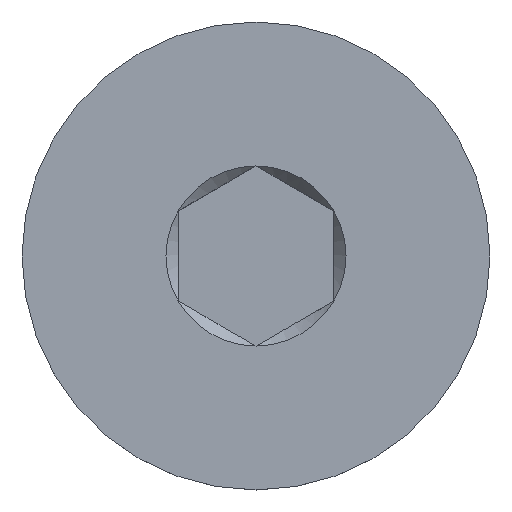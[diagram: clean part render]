
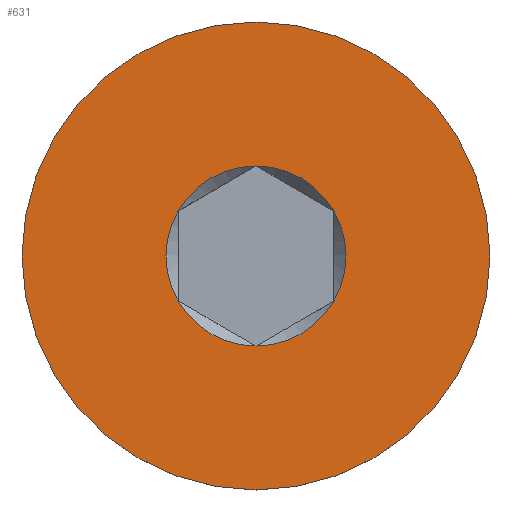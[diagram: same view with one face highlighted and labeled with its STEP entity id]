
A CAD part, top view. The second image highlights one B-rep face of the part: STEP entity #631.
In plain terms, the highlighted planar face has unit normal (0, 0, 1).
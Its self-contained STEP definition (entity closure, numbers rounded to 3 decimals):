
#19=FACE_BOUND('',#109,.T.);
#21=PLANE('',#694);
#70=FACE_OUTER_BOUND('',#108,.T.);
#108=EDGE_LOOP('',(#539,#540));
#109=EDGE_LOOP('',(#541,#542,#543,#544,#545,#546));
#125=CIRCLE('',#679,1.155);
#129=CIRCLE('',#685,3.);
#130=CIRCLE('',#686,3.);
#134=CIRCLE('',#695,1.155);
#135=CIRCLE('',#696,1.155);
#136=CIRCLE('',#697,1.155);
#137=CIRCLE('',#698,1.155);
#138=CIRCLE('',#699,1.155);
#278=VERTEX_POINT('',#1986);
#279=VERTEX_POINT('',#1987);
#285=VERTEX_POINT('',#2063);
#286=VERTEX_POINT('',#2064);
#292=VERTEX_POINT('',#2860);
#293=VERTEX_POINT('',#2862);
#294=VERTEX_POINT('',#2864);
#295=VERTEX_POINT('',#2866);
#353=EDGE_CURVE('',#278,#279,#125,.T.);
#361=EDGE_CURVE('',#285,#286,#129,.T.);
#362=EDGE_CURVE('',#286,#285,#130,.T.);
#375=EDGE_CURVE('',#292,#278,#134,.T.);
#376=EDGE_CURVE('',#293,#292,#135,.T.);
#377=EDGE_CURVE('',#294,#293,#136,.T.);
#378=EDGE_CURVE('',#295,#294,#137,.T.);
#379=EDGE_CURVE('',#279,#295,#138,.T.);
#539=ORIENTED_EDGE('',*,*,#361,.T.);
#540=ORIENTED_EDGE('',*,*,#362,.T.);
#541=ORIENTED_EDGE('',*,*,#375,.F.);
#542=ORIENTED_EDGE('',*,*,#376,.F.);
#543=ORIENTED_EDGE('',*,*,#377,.F.);
#544=ORIENTED_EDGE('',*,*,#378,.F.);
#545=ORIENTED_EDGE('',*,*,#379,.F.);
#546=ORIENTED_EDGE('',*,*,#353,.F.);
#631=ADVANCED_FACE('',(#70,#19),#21,.T.);
#679=AXIS2_PLACEMENT_3D('',#1991,#773,#774);
#685=AXIS2_PLACEMENT_3D('',#2065,#786,#787);
#686=AXIS2_PLACEMENT_3D('',#2066,#788,#789);
#694=AXIS2_PLACEMENT_3D('',#2859,#806,#807);
#695=AXIS2_PLACEMENT_3D('',#2861,#808,#809);
#696=AXIS2_PLACEMENT_3D('',#2863,#810,#811);
#697=AXIS2_PLACEMENT_3D('',#2865,#812,#813);
#698=AXIS2_PLACEMENT_3D('',#2867,#814,#815);
#699=AXIS2_PLACEMENT_3D('',#2868,#816,#817);
#773=DIRECTION('center_axis',(0.,0.,1.));
#774=DIRECTION('ref_axis',(1.,0.,0.));
#786=DIRECTION('center_axis',(0.,0.,1.));
#787=DIRECTION('ref_axis',(0.,-1.,0.));
#788=DIRECTION('center_axis',(0.,0.,1.));
#789=DIRECTION('ref_axis',(0.,-1.,0.));
#806=DIRECTION('center_axis',(0.,0.,1.));
#807=DIRECTION('ref_axis',(0.,-1.,0.));
#808=DIRECTION('center_axis',(0.,0.,1.));
#809=DIRECTION('ref_axis',(1.,0.,0.));
#810=DIRECTION('center_axis',(0.,0.,1.));
#811=DIRECTION('ref_axis',(1.,0.,0.));
#812=DIRECTION('center_axis',(0.,0.,1.));
#813=DIRECTION('ref_axis',(1.,0.,0.));
#814=DIRECTION('center_axis',(0.,0.,1.));
#815=DIRECTION('ref_axis',(1.,0.,0.));
#816=DIRECTION('center_axis',(0.,0.,1.));
#817=DIRECTION('ref_axis',(1.,0.,0.));
#1986=CARTESIAN_POINT('',(1.,-0.577,0.));
#1987=CARTESIAN_POINT('',(1.,0.577,0.));
#1991=CARTESIAN_POINT('Origin',(0.,0.,0.));
#2063=CARTESIAN_POINT('',(0.,-3.,0.));
#2064=CARTESIAN_POINT('',(0.,3.,0.));
#2065=CARTESIAN_POINT('Origin',(0.,0.,0.));
#2066=CARTESIAN_POINT('Origin',(0.,0.,0.));
#2859=CARTESIAN_POINT('Origin',(0.,-1.5,0.));
#2860=CARTESIAN_POINT('',(0.,-1.155,0.));
#2861=CARTESIAN_POINT('Origin',(0.,0.,0.));
#2862=CARTESIAN_POINT('',(-1.,-0.577,0.));
#2863=CARTESIAN_POINT('Origin',(0.,0.,0.));
#2864=CARTESIAN_POINT('',(-1.,0.577,0.));
#2865=CARTESIAN_POINT('Origin',(0.,0.,0.));
#2866=CARTESIAN_POINT('',(0.,1.155,0.));
#2867=CARTESIAN_POINT('Origin',(0.,0.,0.));
#2868=CARTESIAN_POINT('Origin',(0.,0.,0.));
